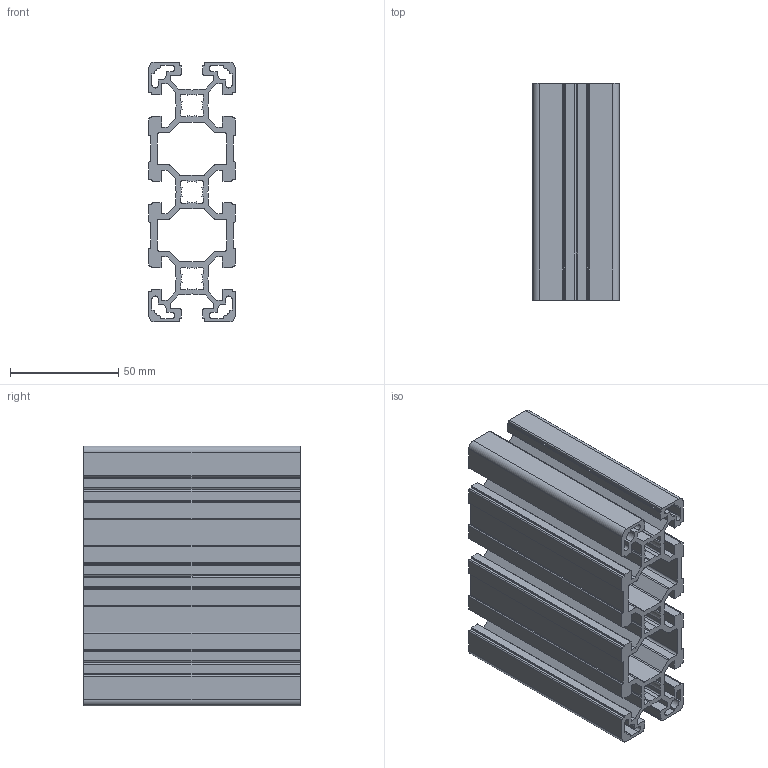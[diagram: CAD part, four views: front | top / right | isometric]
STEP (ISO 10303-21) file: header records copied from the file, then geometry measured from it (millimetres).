
FILE_DESCRIPTION( ( 'Unknown' ), '1' );
FILE_NAME( '6111318', 'Unknown', ( 'Unknown' ), ( 'JUGARD+KÜNSTNER GmbH' ), 'XStep 1.0', 'Unknown', ' ' );
FILE_SCHEMA( ( 'automotive_design' ) );
Length unit declared in the file: millimetre
Products named in the file (1): 1
Bounding box: 40 x 100 x 120 mm (x, y, z)
Volume: 153490.1 mm3; surface area: 115094.1 mm2
Topology: 1 solids, 1 shells, 386 faces, 1152 edges, 768 vertices
Faces by surface type: plane 262, cylinder 124
Entity records: 16084 total; most frequent: CARTESIAN_POINT 2307, ORIENTED_EDGE 2304, DIRECTION 2174, EDGE_CURVE 1152, LINE 904, VECTOR 904, VERTEX_POINT 768, AXIS2_PLACEMENT_3D 635
